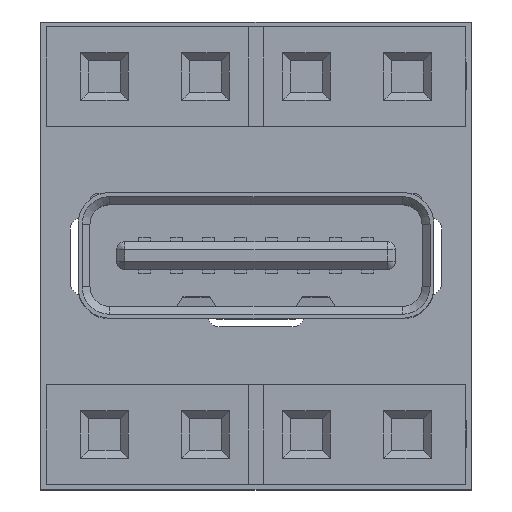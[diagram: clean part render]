
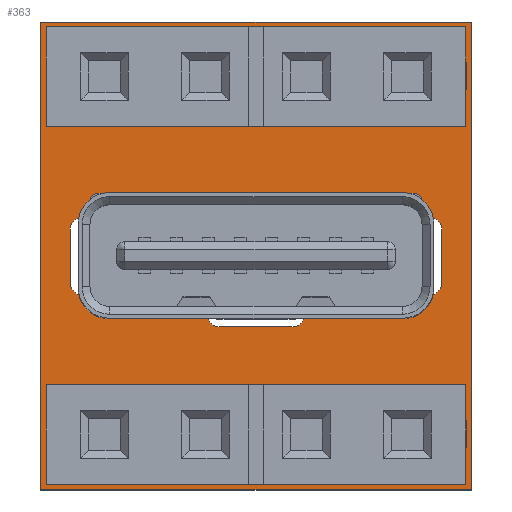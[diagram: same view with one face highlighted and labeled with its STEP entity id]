
A CAD part, top view. The second image highlights one B-rep face of the part: STEP entity #363.
In plain terms, the highlighted planar face has unit normal (0, 0, 1).
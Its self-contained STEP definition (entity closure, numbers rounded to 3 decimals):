
#55 = VERTEX_POINT('',#56);
#56 = CARTESIAN_POINT('',(7.947,-10.377,1.6)
  );
#62 = EDGE_CURVE('',#55,#63,#65,.T.);
#63 = VERTEX_POINT('',#64);
#64 = CARTESIAN_POINT('',(-2.867,-10.377,1.6)
  );
#65 = LINE('',#66,#67);
#66 = CARTESIAN_POINT('',(7.947,-10.377,1.6)
  );
#67 = VECTOR('',#68,1.);
#68 = DIRECTION('',(-1.,0.,0.));
#95 = VERTEX_POINT('',#96);
#96 = CARTESIAN_POINT('',(7.947,1.387,1.6));
#102 = EDGE_CURVE('',#95,#55,#103,.T.);
#103 = LINE('',#104,#105);
#104 = CARTESIAN_POINT('',(7.947,1.387,1.6));
#105 = VECTOR('',#106,1.);
#106 = DIRECTION('',(0.,-1.,0.));
#124 = EDGE_CURVE('',#63,#125,#127,.T.);
#125 = VERTEX_POINT('',#126);
#126 = CARTESIAN_POINT('',(-2.867,1.387,1.6));
#127 = LINE('',#128,#129);
#128 = CARTESIAN_POINT('',(-2.867,-10.377,1.6
    ));
#129 = VECTOR('',#130,1.);
#130 = DIRECTION('',(0.,1.,0.));
#363 = ADVANCED_FACE('',(#364,#375,#386,#397,#433,#444,#455,#491,#527,
    #538,#549,#560),#571,.F.);
#364 = FACE_BOUND('',#365,.F.);
#365 = EDGE_LOOP('',(#366,#367,#368,#374));
#366 = ORIENTED_EDGE('',*,*,#62,.T.);
#367 = ORIENTED_EDGE('',*,*,#124,.T.);
#368 = ORIENTED_EDGE('',*,*,#369,.T.);
#369 = EDGE_CURVE('',#125,#95,#370,.T.);
#370 = LINE('',#371,#372);
#371 = CARTESIAN_POINT('',(-2.867,1.387,1.6));
#372 = VECTOR('',#373,1.);
#373 = DIRECTION('',(1.,0.,0.));
#374 = ORIENTED_EDGE('',*,*,#102,.T.);
#375 = FACE_BOUND('',#376,.F.);
#376 = EDGE_LOOP('',(#377));
#377 = ORIENTED_EDGE('',*,*,#378,.T.);
#378 = EDGE_CURVE('',#379,#379,#381,.T.);
#379 = VERTEX_POINT('',#380);
#380 = CARTESIAN_POINT('',(6.95,-9.,1.6
    ));
#381 = CIRCLE('',#382,0.6);
#382 = AXIS2_PLACEMENT_3D('',#383,#384,#385);
#383 = CARTESIAN_POINT('',(6.35,-9.,1.6
    ));
#384 = DIRECTION('',(0.,0.,1.));
#385 = DIRECTION('',(1.,0.,-0.));
#386 = FACE_BOUND('',#387,.F.);
#387 = EDGE_LOOP('',(#388));
#388 = ORIENTED_EDGE('',*,*,#389,.T.);
#389 = EDGE_CURVE('',#390,#390,#392,.T.);
#390 = VERTEX_POINT('',#391);
#391 = CARTESIAN_POINT('',(4.41,-9.,1.6
    ));
#392 = CIRCLE('',#393,0.6);
#393 = AXIS2_PLACEMENT_3D('',#394,#395,#396);
#394 = CARTESIAN_POINT('',(3.81,-9.,1.6
    ));
#395 = DIRECTION('',(0.,0.,1.));
#396 = DIRECTION('',(1.,0.,-0.));
#397 = FACE_BOUND('',#398,.F.);
#398 = EDGE_LOOP('',(#399,#410,#418,#427));
#399 = ORIENTED_EDGE('',*,*,#400,.F.);
#400 = EDGE_CURVE('',#401,#403,#405,.T.);
#401 = VERTEX_POINT('',#402);
#402 = CARTESIAN_POINT('',(1.64,-6.28,1.6
    ));
#403 = VERTEX_POINT('',#404);
#404 = CARTESIAN_POINT('',(1.64,-5.58,1.6
    ));
#405 = CIRCLE('',#406,0.35);
#406 = AXIS2_PLACEMENT_3D('',#407,#408,#409);
#407 = CARTESIAN_POINT('',(1.64,-5.93,1.6
    ));
#408 = DIRECTION('',(0.,0.,-1.));
#409 = DIRECTION('',(0.,-1.,-0.));
#410 = ORIENTED_EDGE('',*,*,#411,.F.);
#411 = EDGE_CURVE('',#412,#401,#414,.T.);
#412 = VERTEX_POINT('',#413);
#413 = CARTESIAN_POINT('',(3.44,-6.28,1.6
    ));
#414 = LINE('',#415,#416);
#415 = CARTESIAN_POINT('',(3.44,-6.28,1.6
    ));
#416 = VECTOR('',#417,1.);
#417 = DIRECTION('',(-1.,0.,0.));
#418 = ORIENTED_EDGE('',*,*,#419,.F.);
#419 = EDGE_CURVE('',#420,#412,#422,.T.);
#420 = VERTEX_POINT('',#421);
#421 = CARTESIAN_POINT('',(3.44,-5.58,1.6
    ));
#422 = CIRCLE('',#423,0.35);
#423 = AXIS2_PLACEMENT_3D('',#424,#425,#426);
#424 = CARTESIAN_POINT('',(3.44,-5.93,1.6
    ));
#425 = DIRECTION('',(0.,0.,-1.));
#426 = DIRECTION('',(0.,1.,0.));
#427 = ORIENTED_EDGE('',*,*,#428,.F.);
#428 = EDGE_CURVE('',#403,#420,#429,.T.);
#429 = LINE('',#430,#431);
#430 = CARTESIAN_POINT('',(1.64,-5.58,1.6
    ));
#431 = VECTOR('',#432,1.);
#432 = DIRECTION('',(1.,0.,0.));
#433 = FACE_BOUND('',#434,.F.);
#434 = EDGE_LOOP('',(#435));
#435 = ORIENTED_EDGE('',*,*,#436,.T.);
#436 = EDGE_CURVE('',#437,#437,#439,.T.);
#437 = VERTEX_POINT('',#438);
#438 = CARTESIAN_POINT('',(1.87,-9.,1.6
    ));
#439 = CIRCLE('',#440,0.6);
#440 = AXIS2_PLACEMENT_3D('',#441,#442,#443);
#441 = CARTESIAN_POINT('',(1.27,-9.,1.6
    ));
#442 = DIRECTION('',(0.,0.,1.));
#443 = DIRECTION('',(1.,0.,-0.));
#444 = FACE_BOUND('',#445,.F.);
#445 = EDGE_LOOP('',(#446));
#446 = ORIENTED_EDGE('',*,*,#447,.T.);
#447 = EDGE_CURVE('',#448,#448,#450,.T.);
#448 = VERTEX_POINT('',#449);
#449 = CARTESIAN_POINT('',(-0.67,-9.,
    1.6));
#450 = CIRCLE('',#451,0.6);
#451 = AXIS2_PLACEMENT_3D('',#452,#453,#454);
#452 = CARTESIAN_POINT('',(-1.27,-9.,
    1.6));
#453 = DIRECTION('',(0.,0.,1.));
#454 = DIRECTION('',(1.,0.,-0.));
#455 = FACE_BOUND('',#456,.F.);
#456 = EDGE_LOOP('',(#457,#468,#476,#485));
#457 = ORIENTED_EDGE('',*,*,#458,.F.);
#458 = EDGE_CURVE('',#459,#461,#463,.T.);
#459 = VERTEX_POINT('',#460);
#460 = CARTESIAN_POINT('',(-1.435,-5.15,
    1.6));
#461 = VERTEX_POINT('',#462);
#462 = CARTESIAN_POINT('',(-2.135,-5.15,
    1.6));
#463 = CIRCLE('',#464,0.35);
#464 = AXIS2_PLACEMENT_3D('',#465,#466,#467);
#465 = CARTESIAN_POINT('',(-1.785,-5.15,
    1.6));
#466 = DIRECTION('',(-0.,0.,-1.));
#467 = DIRECTION('',(1.,0.,-0.));
#468 = ORIENTED_EDGE('',*,*,#469,.F.);
#469 = EDGE_CURVE('',#470,#459,#472,.T.);
#470 = VERTEX_POINT('',#471);
#471 = CARTESIAN_POINT('',(-1.435,-3.85,
    1.6));
#472 = LINE('',#473,#474);
#473 = CARTESIAN_POINT('',(-1.435,-3.85,
    1.6));
#474 = VECTOR('',#475,1.);
#475 = DIRECTION('',(0.,-1.,0.));
#476 = ORIENTED_EDGE('',*,*,#477,.F.);
#477 = EDGE_CURVE('',#478,#470,#480,.T.);
#478 = VERTEX_POINT('',#479);
#479 = CARTESIAN_POINT('',(-2.135,-3.85,
    1.6));
#480 = CIRCLE('',#481,0.35);
#481 = AXIS2_PLACEMENT_3D('',#482,#483,#484);
#482 = CARTESIAN_POINT('',(-1.785,-3.85,
    1.6));
#483 = DIRECTION('',(0.,0.,-1.));
#484 = DIRECTION('',(-1.,0.,0.));
#485 = ORIENTED_EDGE('',*,*,#486,.F.);
#486 = EDGE_CURVE('',#461,#478,#487,.T.);
#487 = LINE('',#488,#489);
#488 = CARTESIAN_POINT('',(-2.135,-5.15,
    1.6));
#489 = VECTOR('',#490,1.);
#490 = DIRECTION('',(0.,1.,0.));
#491 = FACE_BOUND('',#492,.F.);
#492 = EDGE_LOOP('',(#493,#504,#512,#521));
#493 = ORIENTED_EDGE('',*,*,#494,.F.);
#494 = EDGE_CURVE('',#495,#497,#499,.T.);
#495 = VERTEX_POINT('',#496);
#496 = CARTESIAN_POINT('',(7.215,-5.15,1.6
    ));
#497 = VERTEX_POINT('',#498);
#498 = CARTESIAN_POINT('',(6.515,-5.15,1.6
    ));
#499 = CIRCLE('',#500,0.35);
#500 = AXIS2_PLACEMENT_3D('',#501,#502,#503);
#501 = CARTESIAN_POINT('',(6.865,-5.15,1.6
    ));
#502 = DIRECTION('',(-0.,0.,-1.));
#503 = DIRECTION('',(1.,0.,-0.));
#504 = ORIENTED_EDGE('',*,*,#505,.F.);
#505 = EDGE_CURVE('',#506,#495,#508,.T.);
#506 = VERTEX_POINT('',#507);
#507 = CARTESIAN_POINT('',(7.215,-3.85,1.6
    ));
#508 = LINE('',#509,#510);
#509 = CARTESIAN_POINT('',(7.215,-3.85,1.6
    ));
#510 = VECTOR('',#511,1.);
#511 = DIRECTION('',(0.,-1.,0.));
#512 = ORIENTED_EDGE('',*,*,#513,.F.);
#513 = EDGE_CURVE('',#514,#506,#516,.T.);
#514 = VERTEX_POINT('',#515);
#515 = CARTESIAN_POINT('',(6.515,-3.85,1.6
    ));
#516 = CIRCLE('',#517,0.35);
#517 = AXIS2_PLACEMENT_3D('',#518,#519,#520);
#518 = CARTESIAN_POINT('',(6.865,-3.85,1.6
    ));
#519 = DIRECTION('',(0.,0.,-1.));
#520 = DIRECTION('',(-1.,0.,0.));
#521 = ORIENTED_EDGE('',*,*,#522,.F.);
#522 = EDGE_CURVE('',#497,#514,#523,.T.);
#523 = LINE('',#524,#525);
#524 = CARTESIAN_POINT('',(6.515,-5.15,1.6
    ));
#525 = VECTOR('',#526,1.);
#526 = DIRECTION('',(0.,1.,0.));
#527 = FACE_BOUND('',#528,.F.);
#528 = EDGE_LOOP('',(#529));
#529 = ORIENTED_EDGE('',*,*,#530,.T.);
#530 = EDGE_CURVE('',#531,#531,#533,.T.);
#531 = VERTEX_POINT('',#532);
#532 = CARTESIAN_POINT('',(6.95,0.,
    1.6));
#533 = CIRCLE('',#534,0.6);
#534 = AXIS2_PLACEMENT_3D('',#535,#536,#537);
#535 = CARTESIAN_POINT('',(6.35,0.,1.6));
#536 = DIRECTION('',(0.,0.,1.));
#537 = DIRECTION('',(1.,0.,-0.));
#538 = FACE_BOUND('',#539,.F.);
#539 = EDGE_LOOP('',(#540));
#540 = ORIENTED_EDGE('',*,*,#541,.T.);
#541 = EDGE_CURVE('',#542,#542,#544,.T.);
#542 = VERTEX_POINT('',#543);
#543 = CARTESIAN_POINT('',(4.41,0.,
    1.6));
#544 = CIRCLE('',#545,0.6);
#545 = AXIS2_PLACEMENT_3D('',#546,#547,#548);
#546 = CARTESIAN_POINT('',(3.81,0.,1.6));
#547 = DIRECTION('',(0.,0.,1.));
#548 = DIRECTION('',(1.,0.,-0.));
#549 = FACE_BOUND('',#550,.F.);
#550 = EDGE_LOOP('',(#551));
#551 = ORIENTED_EDGE('',*,*,#552,.T.);
#552 = EDGE_CURVE('',#553,#553,#555,.T.);
#553 = VERTEX_POINT('',#554);
#554 = CARTESIAN_POINT('',(1.87,0.,
    1.6));
#555 = CIRCLE('',#556,0.6);
#556 = AXIS2_PLACEMENT_3D('',#557,#558,#559);
#557 = CARTESIAN_POINT('',(1.27,0.,1.6));
#558 = DIRECTION('',(0.,0.,1.));
#559 = DIRECTION('',(1.,0.,-0.));
#560 = FACE_BOUND('',#561,.F.);
#561 = EDGE_LOOP('',(#562));
#562 = ORIENTED_EDGE('',*,*,#563,.T.);
#563 = EDGE_CURVE('',#564,#564,#566,.T.);
#564 = VERTEX_POINT('',#565);
#565 = CARTESIAN_POINT('',(-0.67,0.,
    1.6));
#566 = CIRCLE('',#567,0.6);
#567 = AXIS2_PLACEMENT_3D('',#568,#569,#570);
#568 = CARTESIAN_POINT('',(-1.27,0.,1.6));
#569 = DIRECTION('',(0.,0.,1.));
#570 = DIRECTION('',(1.,0.,-0.));
#571 = PLANE('',#572);
#572 = AXIS2_PLACEMENT_3D('',#573,#574,#575);
#573 = CARTESIAN_POINT('',(2.54,-4.495,1.6)
  );
#574 = DIRECTION('',(-0.,-0.,-1.));
#575 = DIRECTION('',(-1.,0.,0.));
